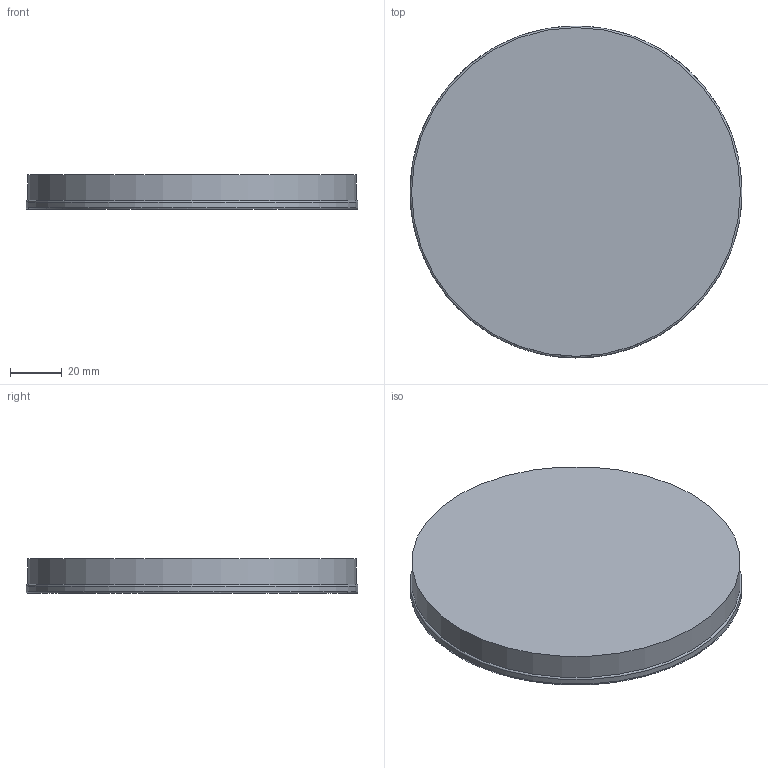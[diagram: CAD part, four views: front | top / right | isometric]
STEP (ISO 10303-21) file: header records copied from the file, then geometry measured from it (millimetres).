
FILE_DESCRIPTION(/* description */ ('Alibre Inc.'),/* implementation_level */ '2;1');
FILE_NAME(/* name */ 'export0',/* time_stamp */ '2018-05-19T14:29:54-05:00',/* author */ (''),/* organization */ (''),/* preprocessor_version */ 'ST-DEVELOPER v17',/* originating_system */ 'Alibre',/* authorisation */ '');
FILE_SCHEMA (('AUTOMOTIVE_DESIGN'));
Length unit declared in the file: centimetre
Bounding box: 128.24 x 128.24 x 13.33 mm (x, y, z)
Volume: 138058.3 mm3; surface area: 36375.3 mm2
Topology: 1 solids, 1 shells, 577 faces, 1346 edges, 798 vertices
Faces by surface type: plane 363, cylinder 202, torus 12
Full cylindrical faces by diameter (mm): 100.298 x1, 127 x1, 128.245 x1
Entity records: 14386 total; most frequent: ORIENTED_EDGE 2654, CARTESIAN_POINT 2584, DIRECTION 2035, EDGE_CURVE 1327, VECTOR 806, LINE 806, VERTEX_POINT 792, AXIS2_PLACEMENT_3D 770
